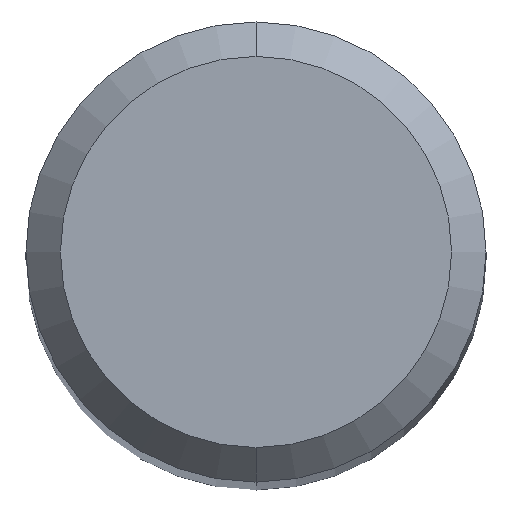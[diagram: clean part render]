
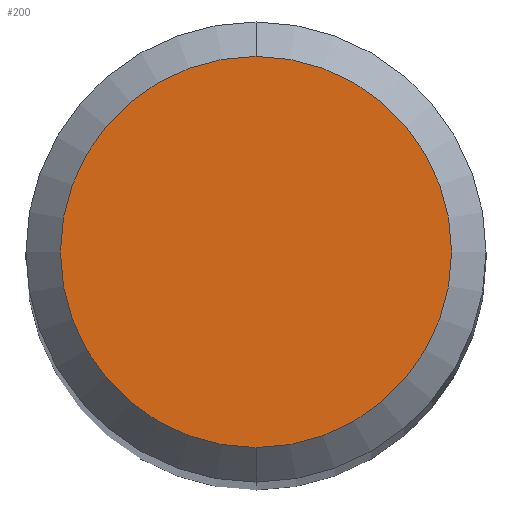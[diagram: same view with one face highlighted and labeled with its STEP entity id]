
A CAD part, top view. The second image highlights one B-rep face of the part: STEP entity #200.
In plain terms, the highlighted planar face has unit normal (0, 0, 1).
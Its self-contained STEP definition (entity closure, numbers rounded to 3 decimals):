
#148=EDGE_CURVE('',#174,#188,#309,.T.);
#174=VERTEX_POINT('',#338);
#182=EDGE_CURVE('',#188,#174,#346,.T.);
#188=VERTEX_POINT('',#353);
#200=ADVANCED_FACE('',(#366),#367,.T.);
#309=CIRCLE('',#490,1.7);
#338=CARTESIAN_POINT('',(0.0,1.7,0.0));
#346=CIRCLE('',#534,1.7);
#353=CARTESIAN_POINT('',(0.,-1.7,0.0));
#366=FACE_OUTER_BOUND('',#558,.T.);
#367=PLANE('',#559);
#490=AXIS2_PLACEMENT_3D('',#684,#685,#686);
#534=AXIS2_PLACEMENT_3D('',#727,#728,#729);
#558=EDGE_LOOP('',(#752,#753));
#559=AXIS2_PLACEMENT_3D('',#754,#755,#756);
#684=CARTESIAN_POINT('',(0.0,0.0,0.0));
#685=DIRECTION('',(0.0,0.0,-1.0));
#686=DIRECTION('',(0.0,1.0,0.0));
#727=CARTESIAN_POINT('',(0.0,0.0,0.0));
#728=DIRECTION('',(0.0,0.0,-1.0));
#729=DIRECTION('',(0.0,1.0,0.0));
#752=ORIENTED_EDGE('',*,*,#148,.F.);
#753=ORIENTED_EDGE('',*,*,#182,.F.);
#754=CARTESIAN_POINT('',(0.0,0.85,0.0));
#755=DIRECTION('',(-0.0,0.0,1.0));
#756=DIRECTION('',(0.0,-1.0,0.0));
